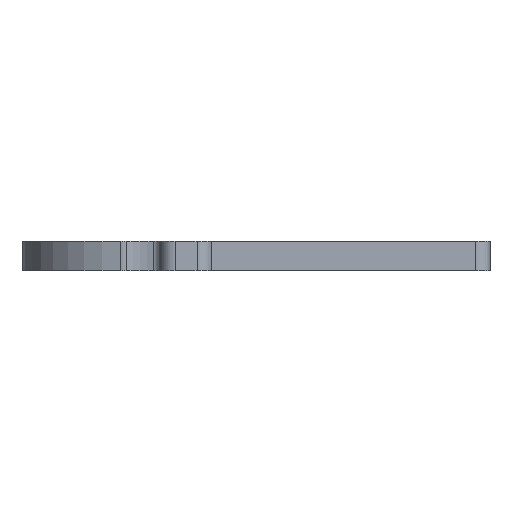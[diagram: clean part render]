
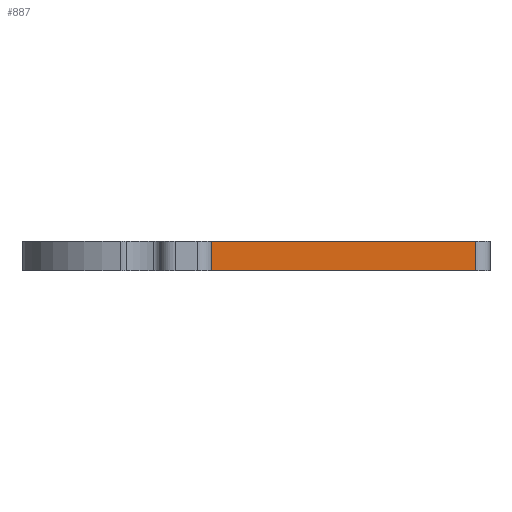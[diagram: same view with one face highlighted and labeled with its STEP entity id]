
A CAD part, left-side view. The second image highlights one B-rep face of the part: STEP entity #887.
In plain terms, the highlighted planar face has unit normal (-1, 0, 0).
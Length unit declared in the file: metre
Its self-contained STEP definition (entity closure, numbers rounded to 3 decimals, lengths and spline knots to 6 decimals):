
#15=PLANE('',#976);
#56=LINE('',#1490,#122);
#57=LINE('',#1493,#123);
#58=LINE('',#1495,#124);
#59=LINE('',#1497,#125);
#122=VECTOR('',#1177,1.);
#123=VECTOR('',#1178,1.);
#124=VECTOR('',#1179,1.);
#125=VECTOR('',#1180,1.);
#224=ORIENTED_EDGE('',*,*,#492,.T.);
#225=ORIENTED_EDGE('',*,*,#493,.T.);
#226=ORIENTED_EDGE('',*,*,#494,.F.);
#227=ORIENTED_EDGE('',*,*,#495,.T.);
#492=EDGE_CURVE('',#622,#623,#56,.T.);
#493=EDGE_CURVE('',#623,#624,#57,.F.);
#494=EDGE_CURVE('',#625,#624,#58,.T.);
#495=EDGE_CURVE('',#625,#622,#59,.F.);
#622=VERTEX_POINT('',#1491);
#623=VERTEX_POINT('',#1492);
#624=VERTEX_POINT('',#1494);
#625=VERTEX_POINT('',#1496);
#751=EDGE_LOOP('',(#224,#225,#226,#227));
#801=FACE_BOUND('',#751,.T.);
#887=ADVANCED_FACE('',(#801),#15,.F.);
#976=AXIS2_PLACEMENT_3D('',#1489,#1175,#1176);
#1175=DIRECTION('',(1.,0.,0.));
#1176=DIRECTION('',(0.,1.,0.));
#1177=DIRECTION('',(0.,-1.,0.));
#1178=DIRECTION('',(0.,0.,-1.));
#1179=DIRECTION('',(0.,-1.,0.));
#1180=DIRECTION('',(0.,0.,1.));
#1489=CARTESIAN_POINT('',(0.016943,-0.02698,0.004));
#1490=CARTESIAN_POINT('',(0.016943,-0.02698,0.));
#1491=CARTESIAN_POINT('',(0.016943,-0.007832,0.));
#1492=CARTESIAN_POINT('',(0.016943,-0.045965,0.));
#1493=CARTESIAN_POINT('',(0.016943,-0.045965,0.004));
#1494=CARTESIAN_POINT('',(0.016943,-0.045965,0.004));
#1495=CARTESIAN_POINT('',(0.016943,-0.02698,0.004));
#1496=CARTESIAN_POINT('',(0.016943,-0.007832,0.004));
#1497=CARTESIAN_POINT('',(0.016943,-0.007832,0.));
